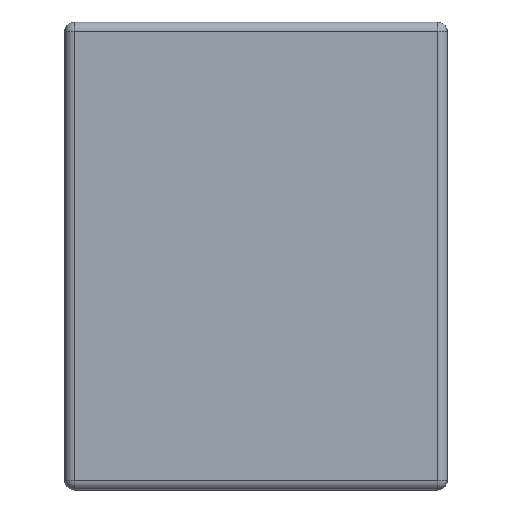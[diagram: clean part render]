
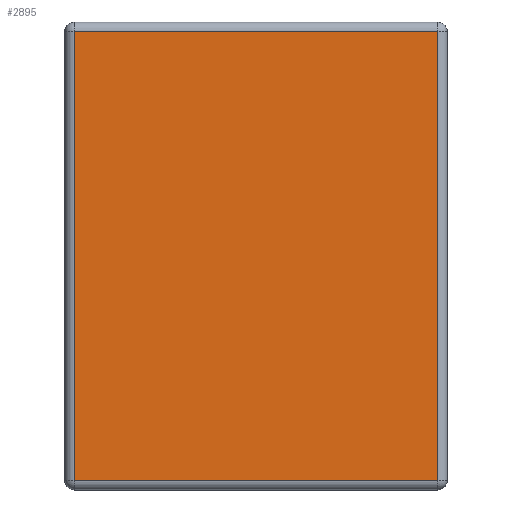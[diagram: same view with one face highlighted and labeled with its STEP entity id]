
A CAD part, left-side view. The second image highlights one B-rep face of the part: STEP entity #2895.
In plain terms, the highlighted planar face has unit normal (-1, 0, 0).
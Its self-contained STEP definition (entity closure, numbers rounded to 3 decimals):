
#73 = DIRECTION ( 'NONE',  ( 0., 1., 0. ) ) ;
#78 = DIRECTION ( 'NONE',  ( -1., 0., 0. ) ) ;
#257 = CARTESIAN_POINT ( 'NONE',  ( 0., 4.454, -5.59 ) ) ;
#312 = CARTESIAN_POINT ( 'NONE',  ( 0., 0.116, -5.474 ) ) ;
#400 = CARTESIAN_POINT ( 'NONE',  ( 0., 4.57, -0.116 ) ) ;
#674 = EDGE_CURVE ( 'NONE', #3752, #1237, #973, .T. ) ;
#738 = VECTOR ( 'NONE', #3483, 1000. ) ;
#825 = ORIENTED_EDGE ( 'NONE', *, *, #3869, .T. ) ;
#973 = LINE ( 'NONE', #2063, #4053 ) ;
#1163 = DIRECTION ( 'NONE',  ( 0., 0., 1. ) ) ;
#1205 = AXIS2_PLACEMENT_3D ( 'NONE', #4091, #78, #1163 ) ;
#1211 = VECTOR ( 'NONE', #73, 1000. ) ;
#1224 = ORIENTED_EDGE ( 'NONE', *, *, #3067, .T. ) ;
#1237 = VERTEX_POINT ( 'NONE', #312 ) ;
#1452 = EDGE_LOOP ( 'NONE', ( #3215, #825, #1224, #4375 ) ) ;
#1504 = FACE_OUTER_BOUND ( 'NONE', #1452, .T. ) ;
#1650 = CARTESIAN_POINT ( 'NONE',  ( 0., 4.454, -5.474 ) ) ;
#1747 = CARTESIAN_POINT ( 'NONE',  ( 0., 0.116, -0.116 ) ) ;
#1889 = VERTEX_POINT ( 'NONE', #1747 ) ;
#2063 = CARTESIAN_POINT ( 'NONE',  ( 0., 0., -5.474 ) ) ;
#2131 = EDGE_CURVE ( 'NONE', #3771, #3752, #3049, .T. ) ;
#2234 = LINE ( 'NONE', #400, #1211 ) ;
#2413 = CARTESIAN_POINT ( 'NONE',  ( 0., 4.454, -0.116 ) ) ;
#2895 = ADVANCED_FACE ( 'NONE', ( #1504 ), #4413, .T. ) ;
#3043 = DIRECTION ( 'NONE',  ( 0., -1., 0. ) ) ;
#3049 = LINE ( 'NONE', #257, #738 ) ;
#3067 = EDGE_CURVE ( 'NONE', #1889, #3771, #2234, .T. ) ;
#3215 = ORIENTED_EDGE ( 'NONE', *, *, #674, .T. ) ;
#3393 = CARTESIAN_POINT ( 'NONE',  ( 0., 0.116, 0. ) ) ;
#3483 = DIRECTION ( 'NONE',  ( 0., 0., -1. ) ) ;
#3720 = DIRECTION ( 'NONE',  ( 0., 0., 1. ) ) ;
#3752 = VERTEX_POINT ( 'NONE', #1650 ) ;
#3771 = VERTEX_POINT ( 'NONE', #2413 ) ;
#3869 = EDGE_CURVE ( 'NONE', #1237, #1889, #4095, .T. ) ;
#3902 = VECTOR ( 'NONE', #3720, 1000. ) ;
#4053 = VECTOR ( 'NONE', #3043, 1000. ) ;
#4091 = CARTESIAN_POINT ( 'NONE',  ( 0., 0., 0. ) ) ;
#4095 = LINE ( 'NONE', #3393, #3902 ) ;
#4375 = ORIENTED_EDGE ( 'NONE', *, *, #2131, .T. ) ;
#4413 = PLANE ( 'NONE',  #1205 ) ;
